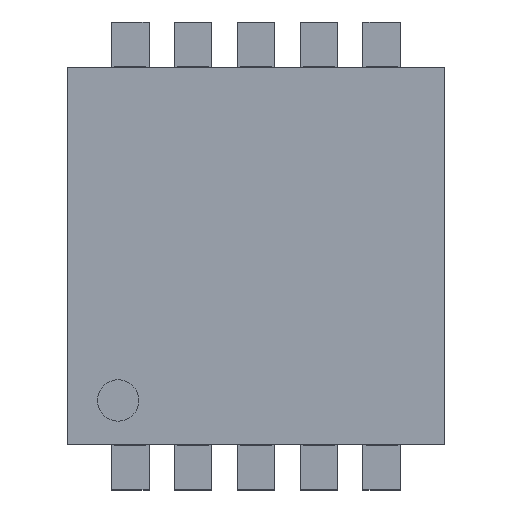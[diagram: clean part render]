
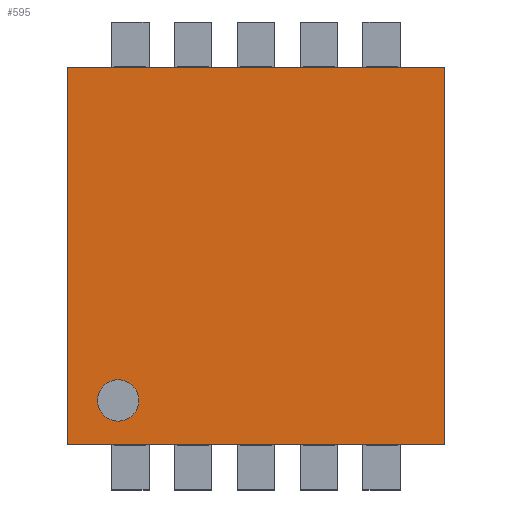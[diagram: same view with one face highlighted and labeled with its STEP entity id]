
A CAD part, top view. The second image highlights one B-rep face of the part: STEP entity #595.
In plain terms, the highlighted planar face has unit normal (0, 0, 1).
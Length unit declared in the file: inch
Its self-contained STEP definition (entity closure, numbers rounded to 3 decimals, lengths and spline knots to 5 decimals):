
#60 = DIRECTION ( 'NONE',  ( 1., 0., 0. ) ) ;
#86 = DIRECTION ( 'NONE',  ( 0., -1., 0. ) ) ;
#125 = CARTESIAN_POINT ( 'NONE',  ( 0.05906, -0.05906, 0.0345 ) ) ;
#150 = CARTESIAN_POINT ( 'NONE',  ( 0.05906, -0.05906, 0.0345 ) ) ;
#212 = VERTEX_POINT ( 'NONE', #1555 ) ;
#235 = CARTESIAN_POINT ( 'NONE',  ( 0.05906, 0.05906, 0.0345 ) ) ;
#595 = ADVANCED_FACE ( 'NONE', ( #3392, #3438 ), #2793, .T. ) ;
#597 = DIRECTION ( 'NONE',  ( 1., 0., 0. ) ) ;
#604 = AXIS2_PLACEMENT_3D ( 'NONE', #681, #3190, #2270 ) ;
#681 = CARTESIAN_POINT ( 'NONE',  ( -0.04316, -0.04528, 0.0345 ) ) ;
#723 = ORIENTED_EDGE ( 'NONE', *, *, #2884, .T. ) ;
#846 = CARTESIAN_POINT ( 'NONE',  ( -0.04316, -0.04528, 0.0345 ) ) ;
#856 = CARTESIAN_POINT ( 'NONE',  ( -0.05906, 0.05906, 0.0345 ) ) ;
#971 = EDGE_LOOP ( 'NONE', ( #723, #4075, #3957, #1417 ) ) ;
#991 = CIRCLE ( 'NONE', #604, 0.00648 ) ;
#1050 = LINE ( 'NONE', #125, #3136 ) ;
#1327 = CARTESIAN_POINT ( 'NONE',  ( -0.05906, 0.05906, 0.0345 ) ) ;
#1417 = ORIENTED_EDGE ( 'NONE', *, *, #3220, .T. ) ;
#1437 = EDGE_CURVE ( 'NONE', #2953, #212, #1050, .T. ) ;
#1523 = DIRECTION ( 'NONE',  ( 1., 0., 0. ) ) ;
#1555 = CARTESIAN_POINT ( 'NONE',  ( 0.05906, 0.05906, 0.0345 ) ) ;
#1601 = CARTESIAN_POINT ( 'NONE',  ( -0.05906, -0.05906, 0.0345 ) ) ;
#1679 = VERTEX_POINT ( 'NONE', #2098 ) ;
#1787 = DIRECTION ( 'NONE',  ( -1., 0., 0. ) ) ;
#2059 = DIRECTION ( 'NONE',  ( 0., 1., 0. ) ) ;
#2067 = VECTOR ( 'NONE', #60, 39.37008 ) ;
#2098 = CARTESIAN_POINT ( 'NONE',  ( -0.04963, -0.04528, 0.0345 ) ) ;
#2263 = CIRCLE ( 'NONE', #3216, 0.00648 ) ;
#2270 = DIRECTION ( 'NONE',  ( 1., 0., 0. ) ) ;
#2280 = AXIS2_PLACEMENT_3D ( 'NONE', #4095, #4029, #597 ) ;
#2385 = VECTOR ( 'NONE', #86, 39.37008 ) ;
#2415 = LINE ( 'NONE', #235, #2874 ) ;
#2421 = VERTEX_POINT ( 'NONE', #856 ) ;
#2443 = CARTESIAN_POINT ( 'NONE',  ( -0.05906, -0.05906, 0.0345 ) ) ;
#2526 = LINE ( 'NONE', #1601, #2067 ) ;
#2793 = PLANE ( 'NONE',  #2280 ) ;
#2837 = VERTEX_POINT ( 'NONE', #2443 ) ;
#2874 = VECTOR ( 'NONE', #1787, 39.37008 ) ;
#2884 = EDGE_CURVE ( 'NONE', #2421, #2837, #3677, .T. ) ;
#2930 = EDGE_LOOP ( 'NONE', ( #3057, #3820 ) ) ;
#2953 = VERTEX_POINT ( 'NONE', #150 ) ;
#2954 = VERTEX_POINT ( 'NONE', #3270 ) ;
#3057 = ORIENTED_EDGE ( 'NONE', *, *, #4019, .F. ) ;
#3136 = VECTOR ( 'NONE', #2059, 39.37008 ) ;
#3190 = DIRECTION ( 'NONE',  ( 0., 0., 1. ) ) ;
#3216 = AXIS2_PLACEMENT_3D ( 'NONE', #846, #4063, #1523 ) ;
#3220 = EDGE_CURVE ( 'NONE', #212, #2421, #2415, .T. ) ;
#3270 = CARTESIAN_POINT ( 'NONE',  ( -0.03669, -0.04528, 0.0345 ) ) ;
#3392 = FACE_OUTER_BOUND ( 'NONE', #971, .T. ) ;
#3438 = FACE_BOUND ( 'NONE', #2930, .T. ) ;
#3466 = EDGE_CURVE ( 'NONE', #1679, #2954, #2263, .T. ) ;
#3677 = LINE ( 'NONE', #1327, #2385 ) ;
#3820 = ORIENTED_EDGE ( 'NONE', *, *, #3466, .F. ) ;
#3957 = ORIENTED_EDGE ( 'NONE', *, *, #1437, .T. ) ;
#4019 = EDGE_CURVE ( 'NONE', #2954, #1679, #991, .T. ) ;
#4024 = EDGE_CURVE ( 'NONE', #2837, #2953, #2526, .T. ) ;
#4029 = DIRECTION ( 'NONE',  ( 0., 0., 1. ) ) ;
#4063 = DIRECTION ( 'NONE',  ( 0., 0., 1. ) ) ;
#4075 = ORIENTED_EDGE ( 'NONE', *, *, #4024, .T. ) ;
#4095 = CARTESIAN_POINT ( 'NONE',  ( 0., 0., 0.0345 ) ) ;
